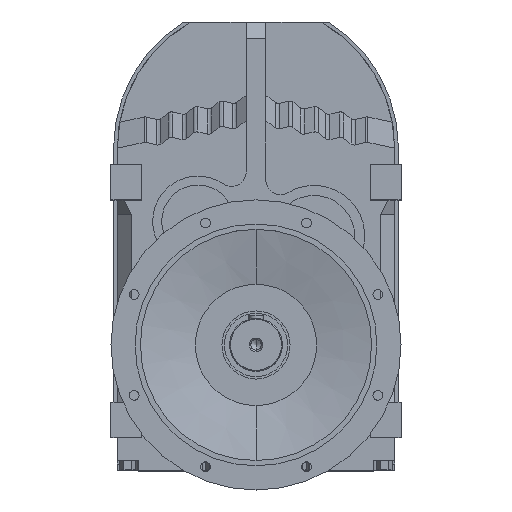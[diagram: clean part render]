
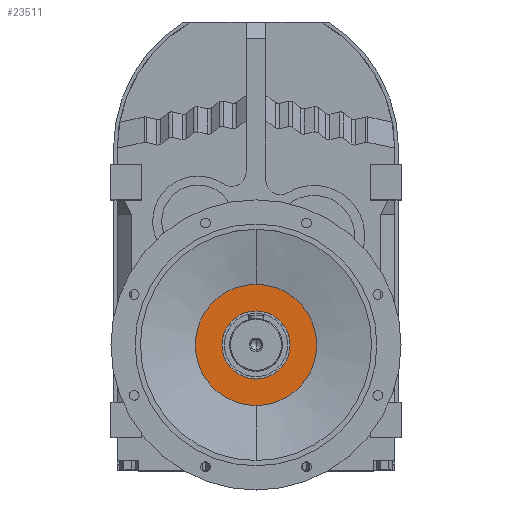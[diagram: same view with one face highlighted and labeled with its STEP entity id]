
A CAD part, top view. The second image highlights one B-rep face of the part: STEP entity #23511.
In plain terms, the highlighted planar face has unit normal (0, 0, 1).
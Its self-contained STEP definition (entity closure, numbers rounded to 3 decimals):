
#13299 = CYLINDRICAL_SURFACE('',#13300,139.5);
#13300 = AXIS2_PLACEMENT_3D('',#13301,#13302,#13303);
#13301 = CARTESIAN_POINT('',(0.,-447.,110.123));
#13302 = DIRECTION('',(0.,0.,1.));
#13303 = DIRECTION('',(1.,0.,0.));
#13325 = CYLINDRICAL_SURFACE('',#13326,139.5);
#13326 = AXIS2_PLACEMENT_3D('',#13327,#13328,#13329);
#13327 = CARTESIAN_POINT('',(0.,-447.,110.123));
#13328 = DIRECTION('',(0.,0.,1.));
#13329 = DIRECTION('',(1.,0.,0.));
#20704 = EDGE_CURVE('',#20705,#20707,#20709,.T.);
#20705 = VERTEX_POINT('',#20706);
#20706 = CARTESIAN_POINT('',(-139.5,-447.,446.5));
#20707 = VERTEX_POINT('',#20708);
#20708 = CARTESIAN_POINT('',(139.5,-447.,446.5));
#20709 = SURFACE_CURVE('',#20710,(#20715,#20721),.PCURVE_S1.);
#20710 = CIRCLE('',#20711,139.5);
#20711 = AXIS2_PLACEMENT_3D('',#20712,#20713,#20714);
#20712 = CARTESIAN_POINT('',(0.,-447.,446.5));
#20713 = DIRECTION('',(0.,0.,1.));
#20714 = DIRECTION('',(1.,0.,0.));
#20715 = PCURVE('',#13325,#20716);
#20716 = DEFINITIONAL_REPRESENTATION('',(#20717),#20720);
#20717 = B_SPLINE_CURVE_WITH_KNOTS('',1,(#20718,#20719),.UNSPECIFIED.,
  .F.,.F.,(2,2),(3.142,6.283),.PIECEWISE_BEZIER_KNOTS.);
#20718 = CARTESIAN_POINT('',(3.142,336.377));
#20719 = CARTESIAN_POINT('',(6.283,336.377));
#20720 = ( GEOMETRIC_REPRESENTATION_CONTEXT(2) 
PARAMETRIC_REPRESENTATION_CONTEXT() REPRESENTATION_CONTEXT('2D SPACE',''
  ) );
#20721 = PCURVE('',#20722,#20727);
#20722 = PLANE('',#20723);
#20723 = AXIS2_PLACEMENT_3D('',#20724,#20725,#20726);
#20724 = CARTESIAN_POINT('',(0.,-307.5,446.5));
#20725 = DIRECTION('',(0.,0.,1.));
#20726 = DIRECTION('',(1.,0.,0.));
#20727 = DEFINITIONAL_REPRESENTATION('',(#20728),#20732);
#20728 = CIRCLE('',#20729,139.5);
#20729 = AXIS2_PLACEMENT_2D('',#20730,#20731);
#20730 = CARTESIAN_POINT('',(0.,-139.5));
#20731 = DIRECTION('',(1.,0.));
#20732 = ( GEOMETRIC_REPRESENTATION_CONTEXT(2) 
PARAMETRIC_REPRESENTATION_CONTEXT() REPRESENTATION_CONTEXT('2D SPACE',''
  ) );
#20779 = EDGE_CURVE('',#20707,#20705,#20780,.T.);
#20780 = SURFACE_CURVE('',#20781,(#20786,#20792),.PCURVE_S1.);
#20781 = CIRCLE('',#20782,139.5);
#20782 = AXIS2_PLACEMENT_3D('',#20783,#20784,#20785);
#20783 = CARTESIAN_POINT('',(0.,-447.,446.5));
#20784 = DIRECTION('',(0.,0.,1.));
#20785 = DIRECTION('',(1.,0.,0.));
#20786 = PCURVE('',#13299,#20787);
#20787 = DEFINITIONAL_REPRESENTATION('',(#20788),#20791);
#20788 = B_SPLINE_CURVE_WITH_KNOTS('',1,(#20789,#20790),.UNSPECIFIED.,
  .F.,.F.,(2,2),(0.,3.142),.PIECEWISE_BEZIER_KNOTS.);
#20789 = CARTESIAN_POINT('',(0.,336.377));
#20790 = CARTESIAN_POINT('',(3.142,336.377));
#20791 = ( GEOMETRIC_REPRESENTATION_CONTEXT(2) 
PARAMETRIC_REPRESENTATION_CONTEXT() REPRESENTATION_CONTEXT('2D SPACE',''
  ) );
#20792 = PCURVE('',#20722,#20793);
#20793 = DEFINITIONAL_REPRESENTATION('',(#20794),#20798);
#20794 = CIRCLE('',#20795,139.5);
#20795 = AXIS2_PLACEMENT_2D('',#20796,#20797);
#20796 = CARTESIAN_POINT('',(0.,-139.5));
#20797 = DIRECTION('',(1.,0.));
#20798 = ( GEOMETRIC_REPRESENTATION_CONTEXT(2) 
PARAMETRIC_REPRESENTATION_CONTEXT() REPRESENTATION_CONTEXT('2D SPACE',''
  ) );
#23511 = ADVANCED_FACE('',(#23512,#23516),#20722,.T.);
#23512 = FACE_BOUND('',#23513,.T.);
#23513 = EDGE_LOOP('',(#23514,#23515));
#23514 = ORIENTED_EDGE('',*,*,#20779,.T.);
#23515 = ORIENTED_EDGE('',*,*,#20704,.T.);
#23516 = FACE_BOUND('',#23517,.T.);
#23517 = EDGE_LOOP('',(#23518,#23548));
#23518 = ORIENTED_EDGE('',*,*,#23519,.F.);
#23519 = EDGE_CURVE('',#23520,#23522,#23524,.T.);
#23520 = VERTEX_POINT('',#23521);
#23521 = CARTESIAN_POINT('',(77.5,-447.,446.5));
#23522 = VERTEX_POINT('',#23523);
#23523 = CARTESIAN_POINT('',(-77.5,-447.,446.5));
#23524 = SURFACE_CURVE('',#23525,(#23530,#23537),.PCURVE_S1.);
#23525 = CIRCLE('',#23526,77.5);
#23526 = AXIS2_PLACEMENT_3D('',#23527,#23528,#23529);
#23527 = CARTESIAN_POINT('',(0.,-447.,446.5));
#23528 = DIRECTION('',(0.,0.,1.));
#23529 = DIRECTION('',(1.,0.,0.));
#23530 = PCURVE('',#20722,#23531);
#23531 = DEFINITIONAL_REPRESENTATION('',(#23532),#23536);
#23532 = CIRCLE('',#23533,77.5);
#23533 = AXIS2_PLACEMENT_2D('',#23534,#23535);
#23534 = CARTESIAN_POINT('',(0.,-139.5));
#23535 = DIRECTION('',(1.,0.));
#23536 = ( GEOMETRIC_REPRESENTATION_CONTEXT(2) 
PARAMETRIC_REPRESENTATION_CONTEXT() REPRESENTATION_CONTEXT('2D SPACE',''
  ) );
#23537 = PCURVE('',#23538,#23543);
#23538 = CYLINDRICAL_SURFACE('',#23539,77.5);
#23539 = AXIS2_PLACEMENT_3D('',#23540,#23541,#23542);
#23540 = CARTESIAN_POINT('',(0.,-447.,110.123));
#23541 = DIRECTION('',(0.,0.,1.));
#23542 = DIRECTION('',(1.,0.,0.));
#23543 = DEFINITIONAL_REPRESENTATION('',(#23544),#23547);
#23544 = B_SPLINE_CURVE_WITH_KNOTS('',1,(#23545,#23546),.UNSPECIFIED.,
  .F.,.F.,(2,2),(0.,3.142),.PIECEWISE_BEZIER_KNOTS.);
#23545 = CARTESIAN_POINT('',(0.,336.377));
#23546 = CARTESIAN_POINT('',(3.142,336.377));
#23547 = ( GEOMETRIC_REPRESENTATION_CONTEXT(2) 
PARAMETRIC_REPRESENTATION_CONTEXT() REPRESENTATION_CONTEXT('2D SPACE',''
  ) );
#23548 = ORIENTED_EDGE('',*,*,#23549,.F.);
#23549 = EDGE_CURVE('',#23522,#23520,#23550,.T.);
#23550 = SURFACE_CURVE('',#23551,(#23556,#23563),.PCURVE_S1.);
#23551 = CIRCLE('',#23552,77.5);
#23552 = AXIS2_PLACEMENT_3D('',#23553,#23554,#23555);
#23553 = CARTESIAN_POINT('',(0.,-447.,446.5));
#23554 = DIRECTION('',(0.,0.,1.));
#23555 = DIRECTION('',(1.,0.,0.));
#23556 = PCURVE('',#20722,#23557);
#23557 = DEFINITIONAL_REPRESENTATION('',(#23558),#23562);
#23558 = CIRCLE('',#23559,77.5);
#23559 = AXIS2_PLACEMENT_2D('',#23560,#23561);
#23560 = CARTESIAN_POINT('',(0.,-139.5));
#23561 = DIRECTION('',(1.,0.));
#23562 = ( GEOMETRIC_REPRESENTATION_CONTEXT(2) 
PARAMETRIC_REPRESENTATION_CONTEXT() REPRESENTATION_CONTEXT('2D SPACE',''
  ) );
#23563 = PCURVE('',#23564,#23569);
#23564 = CYLINDRICAL_SURFACE('',#23565,77.5);
#23565 = AXIS2_PLACEMENT_3D('',#23566,#23567,#23568);
#23566 = CARTESIAN_POINT('',(0.,-447.,110.123));
#23567 = DIRECTION('',(0.,0.,1.));
#23568 = DIRECTION('',(1.,0.,0.));
#23569 = DEFINITIONAL_REPRESENTATION('',(#23570),#23573);
#23570 = B_SPLINE_CURVE_WITH_KNOTS('',1,(#23571,#23572),.UNSPECIFIED.,
  .F.,.F.,(2,2),(3.142,6.283),.PIECEWISE_BEZIER_KNOTS.);
#23571 = CARTESIAN_POINT('',(3.142,336.377));
#23572 = CARTESIAN_POINT('',(6.283,336.377));
#23573 = ( GEOMETRIC_REPRESENTATION_CONTEXT(2) 
PARAMETRIC_REPRESENTATION_CONTEXT() REPRESENTATION_CONTEXT('2D SPACE',''
  ) );
